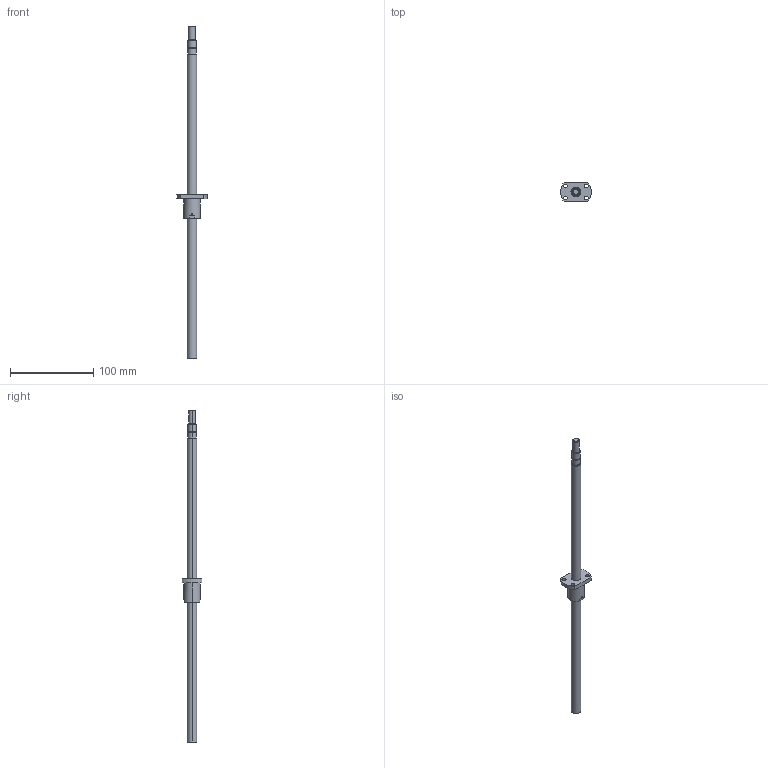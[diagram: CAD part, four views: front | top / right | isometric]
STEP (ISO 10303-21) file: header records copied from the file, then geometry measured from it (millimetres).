
FILE_DESCRIPTION (( 'STEP AP203' ), '1' );
FILE_NAME ('H6e72ce84-7620-4ddb-afd1-43ec789213df.step', '2015-06-18T14:03:05', ( 'dsemanik' ), ( 'Microsoft' ), 'SwSTEP 2.0', 'SolidWorks 2013', '' );
FILE_SCHEMA (( 'CONFIG_CONTROL_DESIGN' ));
Length unit declared in the file: inch
Products named in the file (7): EndMachining_10-1K; Nut_MBN12x2R-3FW; H6e72ce84-7620-4ddb-afd1-43ec789213df; BasePoint; Place Holder; Screw_PMBS 12x2R; EndCode1_10-1K
Assembly tree (5 placements, depth 3):
  H6e72ce84-7620-4ddb-afd1-43ec789213df
    Screw_PMBS 12x2R
    EndCode1_10-1K
      Place Holder
      EndMachining_10-1K
    Nut_MBN12x2R-3FW
  BasePoint
Bounding box: 36.94 x 24 x 399.8 mm (x, y, z)
Volume: 47465.3 mm3; surface area: 19145.3 mm2
Topology: 4 solids, 4 shells, 58 faces, 133 edges, 86 vertices
Faces by surface type: cylinder 29, plane 20, cone 9
Entity records: 2489 total; most frequent: CARTESIAN_POINT 386, DIRECTION 325, ORIENTED_EDGE 266, EDGE_CURVE 133, AXIS2_PLACEMENT_3D 133, VERTEX_POINT 86, EDGE_LOOP 73, CIRCLE 66
